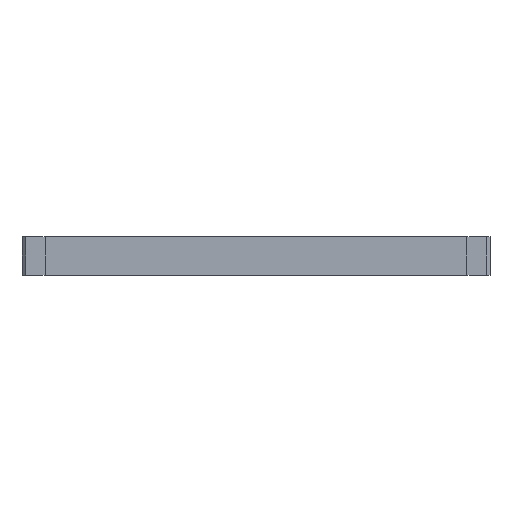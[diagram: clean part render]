
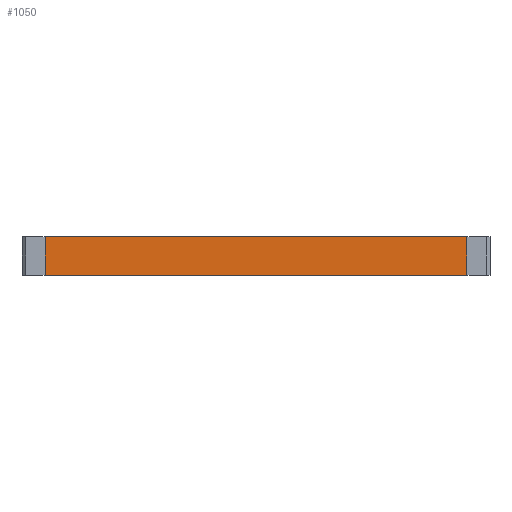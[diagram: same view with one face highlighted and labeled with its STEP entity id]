
A CAD part, left-side view. The second image highlights one B-rep face of the part: STEP entity #1050.
In plain terms, the highlighted planar face has unit normal (-1, 0, 0).
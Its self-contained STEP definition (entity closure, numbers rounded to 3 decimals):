
#69=PLANE('',#1166);
#118=FACE_OUTER_BOUND('',#187,.T.);
#187=EDGE_LOOP('',(#909,#910,#911,#912));
#233=LINE('',#1642,#329);
#263=LINE('',#1802,#359);
#287=LINE('',#1875,#383);
#288=LINE('',#1877,#384);
#329=VECTOR('',#1276,10.);
#359=VECTOR('',#1356,10.);
#383=VECTOR('',#1432,10.);
#384=VECTOR('',#1435,10.);
#475=VERTEX_POINT('',#1639);
#476=VERTEX_POINT('',#1641);
#509=VERTEX_POINT('',#1800);
#532=VERTEX_POINT('',#1873);
#589=EDGE_CURVE('',#475,#476,#233,.T.);
#635=EDGE_CURVE('',#509,#475,#263,.T.);
#672=EDGE_CURVE('',#509,#532,#287,.T.);
#673=EDGE_CURVE('',#532,#476,#288,.T.);
#909=ORIENTED_EDGE('',*,*,#635,.F.);
#910=ORIENTED_EDGE('',*,*,#672,.T.);
#911=ORIENTED_EDGE('',*,*,#673,.T.);
#912=ORIENTED_EDGE('',*,*,#589,.F.);
#1050=ADVANCED_FACE('',(#118),#69,.T.);
#1166=AXIS2_PLACEMENT_3D('',#1876,#1433,#1434);
#1276=DIRECTION('',(0.,0.,1.));
#1356=DIRECTION('',(0.,1.,0.));
#1432=DIRECTION('',(0.,0.,1.));
#1433=DIRECTION('center_axis',(-1.,0.,0.));
#1434=DIRECTION('ref_axis',(0.,-1.,0.));
#1435=DIRECTION('',(0.,1.,0.));
#1639=CARTESIAN_POINT('',(-27.5,27.5,0.));
#1641=CARTESIAN_POINT('',(-27.5,27.5,5.));
#1642=CARTESIAN_POINT('',(-27.5,27.5,0.));
#1800=CARTESIAN_POINT('',(-27.5,-27.5,0.));
#1802=CARTESIAN_POINT('',(-27.5,-27.5,0.));
#1873=CARTESIAN_POINT('',(-27.5,-27.5,5.));
#1875=CARTESIAN_POINT('',(-27.5,-27.5,0.));
#1876=CARTESIAN_POINT('Origin',(-27.5,0.,0.));
#1877=CARTESIAN_POINT('',(-27.5,-27.5,5.));
